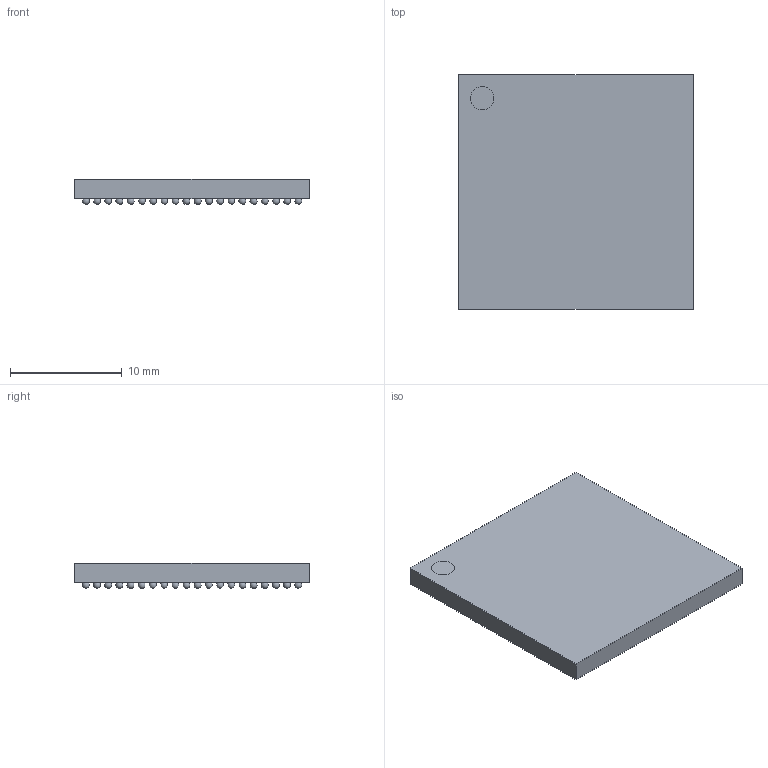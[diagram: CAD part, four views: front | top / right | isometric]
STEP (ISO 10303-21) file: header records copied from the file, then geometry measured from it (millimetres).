
FILE_DESCRIPTION(/* description */ ('model of BGA-400_21.0x21.0mm_Layout20x20_P1.0mm'),/* implementation_level */ '2;1');
FILE_NAME(/* name */ 'BGA-400_21.0x21.0mm_Layout20x20_P1.0mm.step',/* time_stamp */ '1970-01-01T00:00:00',/* author */ ('KiCAD','kicad'),/* organization */ ('OCCT'),/* preprocessor_version */ '',/* originating_system */ 'KiCAD',/* authorisation */ '');
FILE_SCHEMA(('AUTOMOTIVE_DESIGN { 1 0 10303 214 1 1 1 1 }'));
Length unit declared in the file: millimetre
Products named in the file (1): BGA-400_21.0x21.0mm_Layout20x20_P1.0mm
Bounding box: 21 x 21 x 2.25 mm (x, y, z)
Volume: 810.7 mm3; surface area: 1360.6 mm2
Topology: 1 solids, 1 shells, 408 faces, 1215 edges, 810 vertices
Faces by surface type: sphere 400, plane 7, cylinder 1
Full cylindrical faces by diameter (mm): 2.1 x1
Entity records: 9780 total; most frequent: CARTESIAN_POINT 1613, ORIENTED_EDGE 1223, AXIS2_PLACEMENT_3D 1210, EDGE_CURVE 815, VERTEX_POINT 810, FACE_BOUND 809, EDGE_LOOP 809, CIRCLE 802
